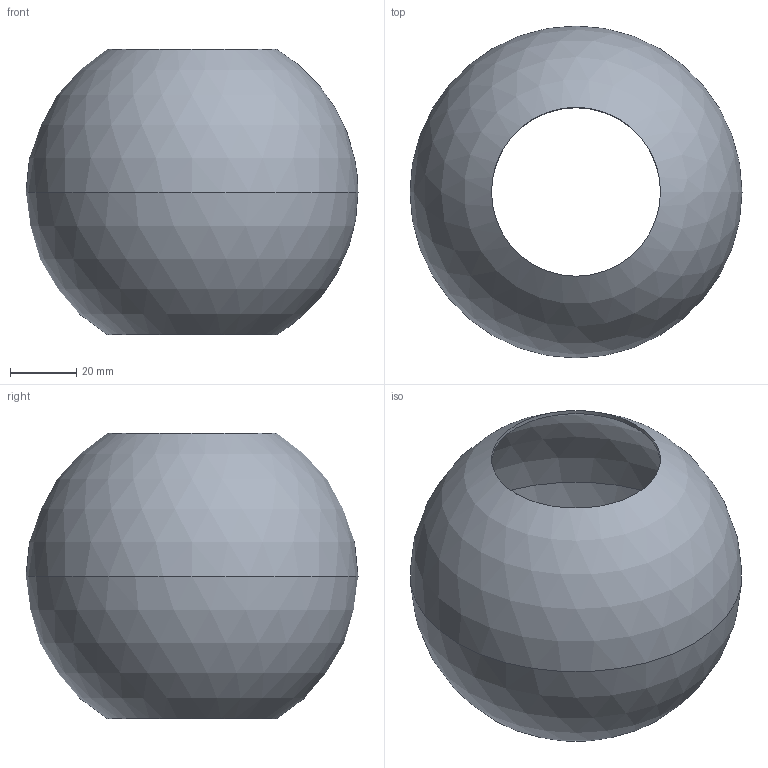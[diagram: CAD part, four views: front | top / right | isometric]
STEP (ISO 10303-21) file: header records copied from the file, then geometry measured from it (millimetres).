
FILE_DESCRIPTION (( 'STEP AP214' ), '1' );
FILE_NAME ('àðò. KRT314.STEP', '2014-07-01T06:17:50', ( '' ), ( '' ), 'SwSTEP 2.0', 'SolidWorks 2014', '' );
FILE_SCHEMA (( 'AUTOMOTIVE_DESIGN' ));
Length unit declared in the file: millimetre
Products named in the file (1): àðò. KRT314
Bounding box: 100 x 100 x 86.08 mm (x, y, z)
Volume: 26410.4 mm3; surface area: 53197.7 mm2
Topology: 1 solids, 1 shells, 8 faces, 22 edges, 14 vertices
Faces by surface type: sphere 4, cylinder 4
Entity records: 262 total; most frequent: DIRECTION 46, CARTESIAN_POINT 37, ORIENTED_EDGE 32, AXIS2_PLACEMENT_3D 21, EDGE_CURVE 16, EDGE_LOOP 12, VERTEX_POINT 12, CIRCLE 12
